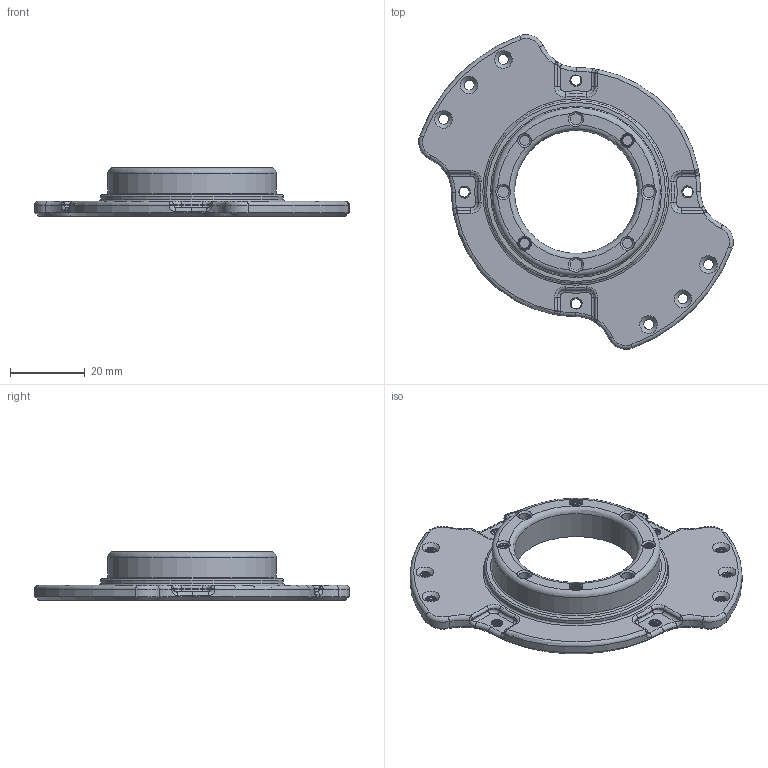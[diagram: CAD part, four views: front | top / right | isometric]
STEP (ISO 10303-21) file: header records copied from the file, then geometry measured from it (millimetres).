
FILE_DESCRIPTION(/* description */ (''),/* implementation_level */ '2;1');
FILE_NAME(/* name */ 'Upper Mount.step',/* time_stamp */ '2025-06-19T23:45:37+02:00',/* author */ (''),/* organization */ (''),/* preprocessor_version */ 'ST-DEVELOPER v20.1',/* originating_system */ 'Autodesk Translation Framework v14.4.0.0',/* authorisation */ '');
FILE_SCHEMA (('AUTOMOTIVE_DESIGN { 1 0 10303 214 3 1 1 }'));
Length unit declared in the file: millimetre
Products named in the file (1): Open Source Motor Mount
Bounding box: 84.34 x 84.34 x 13 mm (x, y, z)
Volume: 18966.5 mm3; surface area: 11065.1 mm2
Topology: 1 solids, 1 shells, 436 faces, 1173 edges, 732 vertices
Faces by surface type: cylinder 255, bspline 52, torus 49, plane 47, cone 33
Full cylindrical faces by diameter (mm): 2.729 x59, 3.1 x4, 3.286 x60, 33 x1, 45.1 x1, 49 x1
Entity records: 32649 total; most frequent: CARTESIAN_POINT 22590, ORIENTED_EDGE 2330, DIRECTION 1784, EDGE_CURVE 1165, AXIS2_PLACEMENT_3D 748, VERTEX_POINT 732, B_SPLINE_CURVE_WITH_KNOTS 514, EDGE_LOOP 459
